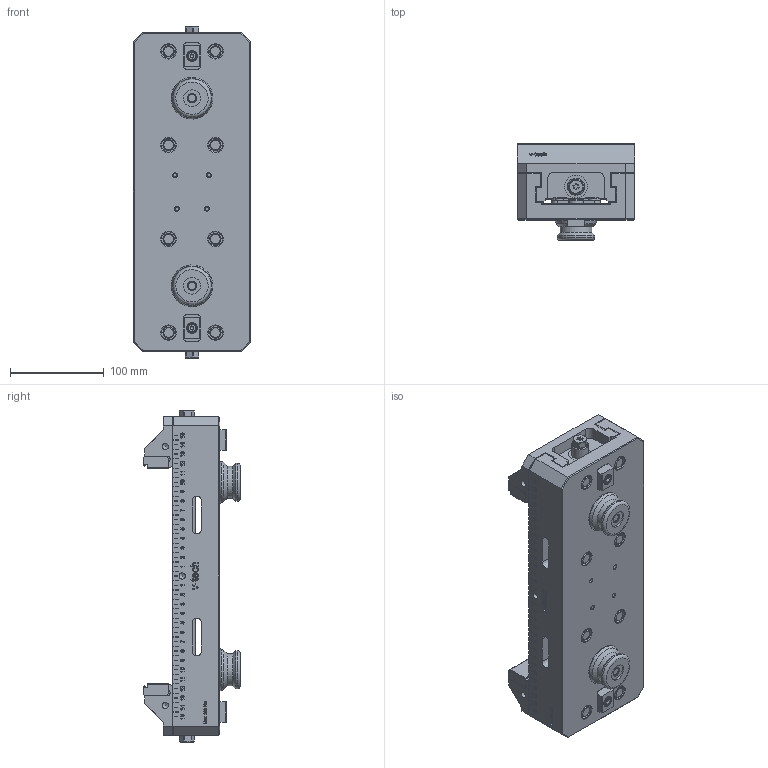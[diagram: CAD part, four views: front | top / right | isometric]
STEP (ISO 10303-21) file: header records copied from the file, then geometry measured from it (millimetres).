
FILE_DESCRIPTION(/* description */ (''),/* implementation_level */ '2;1');
FILE_NAME(/* name */ 'VIS-E 125-340-insertJaw.stp',/* time_stamp */ '2024-10-19T18:10:59+02:00',/* author */ ('Admin'),/* organization */ (''),/* preprocessor_version */ 'ST-DEVELOPER v20',/* originating_system */ 'Autodesk Inventor 2025',/* authorisation */ '');
FILE_SCHEMA (('CONFIG_CONTROL_DESIGN'));
Products named in the file (10): Sestava6; telo125-2; 24002-1206.1L; 24002-1206.1L_1; ISO 4762 - M10 x 16; 24002-1206.1R; 24002-1206.1R_1; 24002-1207.1; DIN 7991 - M6x16; 24002-1208.1
Assembly tree (14 placements, depth 3):
  Sestava6
    telo125-2
    24002-1206.1L
      24002-1206.1L_1
      24002-1207.1
      DIN 7991 - M6x16  x2
      24002-1208.1
      ISO 4762 - M10 x 16
    24002-1206.1R
      24002-1206.1R_1
      24002-1207.1
      DIN 7991 - M6x16  x2
      24002-1208.1
Bounding box: 125 x 102.8 x 354 mm (x, y, z)
Volume: 1854816 mm3; surface area: 331673.2 mm2
Topology: 12 solids, 56 shells, 3778 faces, 9965 edges, 6542 vertices
Faces by surface type: plane 2249, bspline 796, cylinder 353, cone 288, torus 92
Full cylindrical faces by diameter (mm): 1.567 x8, 2.4 x8, 3.8 x8, 4.134 x6, 4.917 x6, 5 x6, 5.5 x6, 6 x6, 6.4 x10, 6.647 x6, 8.376 x2, 8.5 x6, 9 x8, 10 x11, 10.376 x8, 10.5 x2, 11 x2, 12 x12, 13 x8, 15 x8, 16 x5, 16.376 x2, 17 x10, 18 x19, 18.4 x2, 18.5 x3, 19 x1, 19.4 x4, 22 x2, 23 x2
Entity records: 118598 total; most frequent: CARTESIAN_POINT 31180, ORIENTED_EDGE 18814, DIRECTION 14421, EDGE_CURVE 9407, LINE 6225, VECTOR 6225, VERTEX_POINT 6206, AXIS2_PLACEMENT_3D 4098
